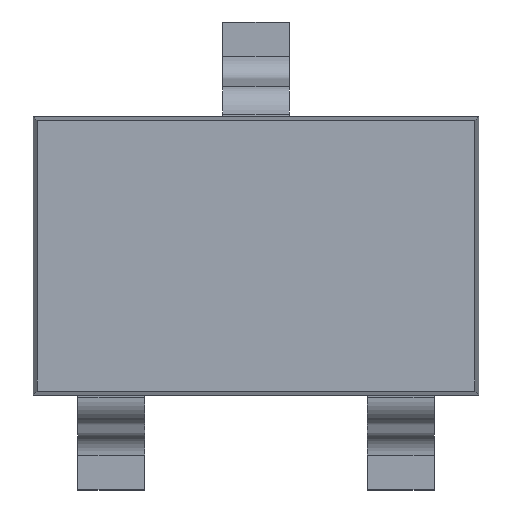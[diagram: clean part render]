
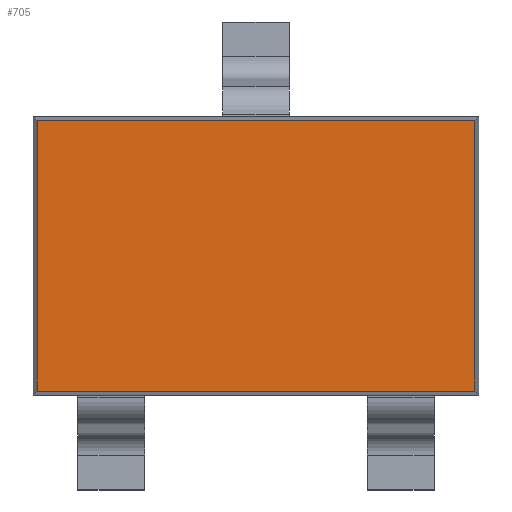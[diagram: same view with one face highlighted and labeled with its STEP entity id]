
A CAD part, top view. The second image highlights one B-rep face of the part: STEP entity #705.
In plain terms, the highlighted planar face has unit normal (0, 0, 1).
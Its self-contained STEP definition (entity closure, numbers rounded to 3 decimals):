
#12 = DIRECTION ( 'NONE',  ( 0., -1., 0. ) ) ;
#121 = VECTOR ( 'NONE', #12, 1000. ) ;
#135 = DIRECTION ( 'NONE',  ( 0., 0., 1. ) ) ;
#146 = ORIENTED_EDGE ( 'NONE', *, *, #1385, .T. ) ;
#149 = CARTESIAN_POINT ( 'NONE',  ( 0., 0., 0.95 ) ) ;
#189 = CARTESIAN_POINT ( 'NONE',  ( 0.983, -0.608, 0.95 ) ) ;
#217 = VERTEX_POINT ( 'NONE', #592 ) ;
#262 = LINE ( 'NONE', #1253, #121 ) ;
#263 = DIRECTION ( 'NONE',  ( 1., 0., 0. ) ) ;
#285 = CARTESIAN_POINT ( 'NONE',  ( 1., -0.608, 0.95 ) ) ;
#288 = ORIENTED_EDGE ( 'NONE', *, *, #1137, .T. ) ;
#380 = FACE_OUTER_BOUND ( 'NONE', #1003, .T. ) ;
#410 = VECTOR ( 'NONE', #1343, 1000. ) ;
#539 = LINE ( 'NONE', #285, #1239 ) ;
#556 = AXIS2_PLACEMENT_3D ( 'NONE', #149, #135, #984 ) ;
#573 = VERTEX_POINT ( 'NONE', #781 ) ;
#592 = CARTESIAN_POINT ( 'NONE',  ( -0.983, -0.608, 0.95 ) ) ;
#610 = PLANE ( 'NONE',  #556 ) ;
#705 = ADVANCED_FACE ( 'NONE', ( #380 ), #610, .T. ) ;
#781 = CARTESIAN_POINT ( 'NONE',  ( -0.983, 0.608, 0.95 ) ) ;
#813 = EDGE_CURVE ( 'NONE', #217, #1288, #539, .T. ) ;
#852 = ORIENTED_EDGE ( 'NONE', *, *, #813, .T. ) ;
#872 = LINE ( 'NONE', #1353, #1283 ) ;
#984 = DIRECTION ( 'NONE',  ( 1., 0., 0. ) ) ;
#1003 = EDGE_LOOP ( 'NONE', ( #146, #852, #1384, #288 ) ) ;
#1014 = DIRECTION ( 'NONE',  ( -1., 0., 0. ) ) ;
#1137 = EDGE_CURVE ( 'NONE', #1348, #573, #872, .T. ) ;
#1165 = LINE ( 'NONE', #1383, #410 ) ;
#1239 = VECTOR ( 'NONE', #263, 1000. ) ;
#1253 = CARTESIAN_POINT ( 'NONE',  ( -0.983, -0.625, 0.95 ) ) ;
#1283 = VECTOR ( 'NONE', #1014, 1000. ) ;
#1288 = VERTEX_POINT ( 'NONE', #189 ) ;
#1343 = DIRECTION ( 'NONE',  ( 0., 1., 0. ) ) ;
#1348 = VERTEX_POINT ( 'NONE', #1401 ) ;
#1353 = CARTESIAN_POINT ( 'NONE',  ( -1., 0.608, 0.95 ) ) ;
#1356 = EDGE_CURVE ( 'NONE', #1288, #1348, #1165, .T. ) ;
#1383 = CARTESIAN_POINT ( 'NONE',  ( 0.983, 0.625, 0.95 ) ) ;
#1384 = ORIENTED_EDGE ( 'NONE', *, *, #1356, .T. ) ;
#1385 = EDGE_CURVE ( 'NONE', #573, #217, #262, .T. ) ;
#1401 = CARTESIAN_POINT ( 'NONE',  ( 0.983, 0.608, 0.95 ) ) ;
